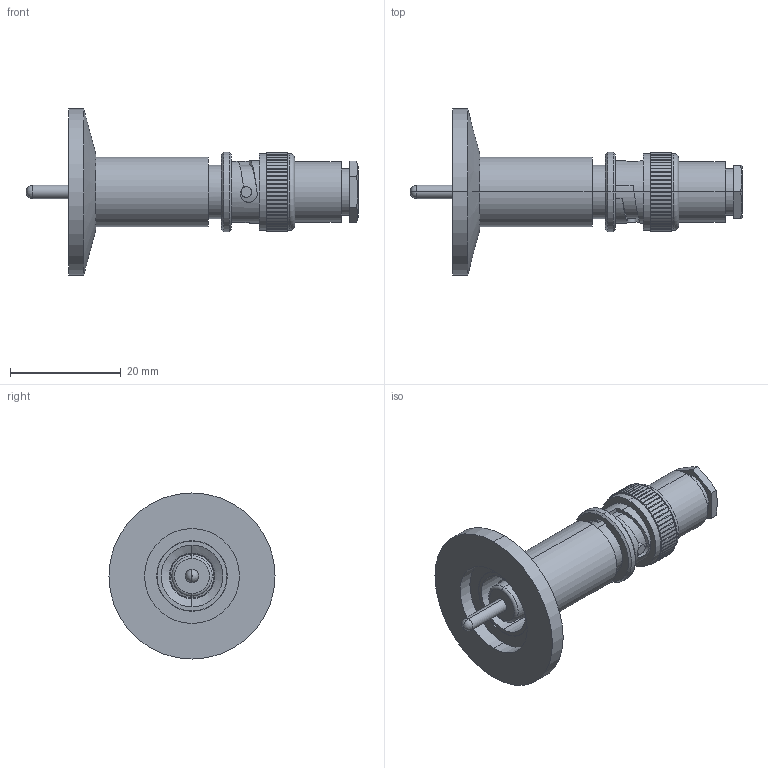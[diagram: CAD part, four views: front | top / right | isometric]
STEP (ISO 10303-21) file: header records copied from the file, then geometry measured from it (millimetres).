
FILE_DESCRIPTION (( 'STEP AP203' ), '1' );
FILE_NAME ('9213000.STEP', '2010-07-14T12:39:26', ( 'MIS' ), ( 'ISI INSULATORSEAL' ), 'SwSTEP 2.0', 'SolidWorks 2008', '' );
FILE_SCHEMA (( 'CONFIG_CONTROL_DESIGN' ));
Length unit declared in the file: inch
Products named in the file (10): 0010001K; 0016501A; 0010101Q; 9213000; 0192307B; 0263302A; 0010401S; 0010302U; 0010201C; 0227403C
Assembly tree (9 placements, depth 4):
  9213000
    0192307B
    0010001K
      0016501A
      0227403C
        0010302U
        0010201C
        0010401S
      0010101Q
      0263302A
Bounding box: 59.89 x 29.97 x 29.97 mm (x, y, z)
Volume: 5912.1 mm3; surface area: 8188.8 mm2
Topology: 7 solids, 7 shells, 346 faces, 893 edges, 571 vertices
Faces by surface type: cylinder 234, plane 56, cone 34, torus 18, bspline 4
Entity records: 12382 total; most frequent: CARTESIAN_POINT 2483, DIRECTION 2064, ORIENTED_EDGE 1782, EDGE_CURVE 891, AXIS2_PLACEMENT_3D 870, VERTEX_POINT 571, CIRCLE 514, EDGE_LOOP 372
